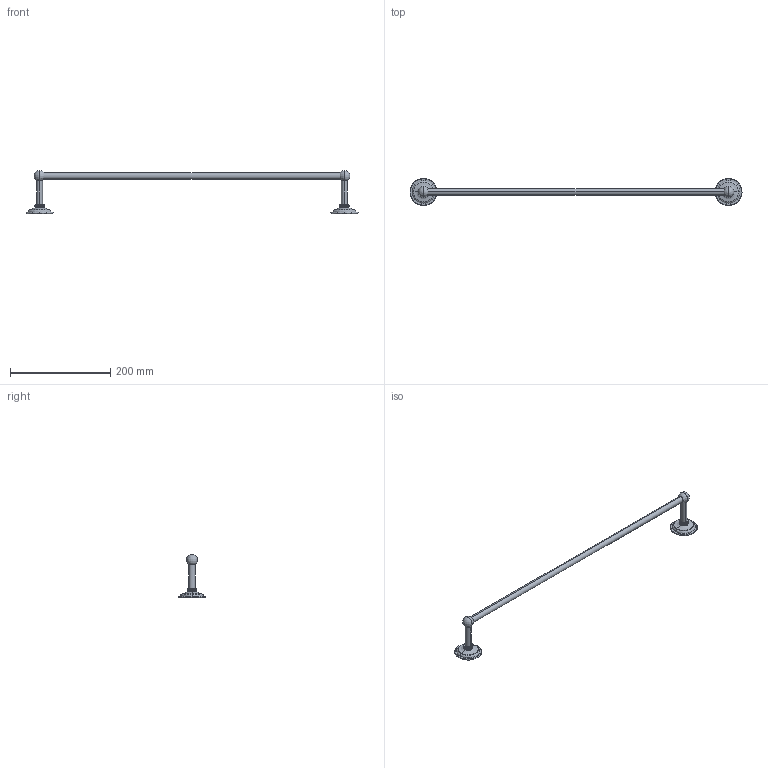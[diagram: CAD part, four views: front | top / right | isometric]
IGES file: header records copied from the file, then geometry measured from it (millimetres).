
Start section:  PTC IGES file: 2603.igs
Global section: file name: 2603.igs; native system: Creo Parametric by PTC Inc.; preprocessor: 2018400; author: jinson.thomas; organization: Unknown; date: 20211217.145834; units: inch
Bounding box: 663.23 x 54 x 86 mm (x, y, z)
Volume: 132440 mm3; surface area: 41542.1 mm2
Topology: 1 solids, 1 shells, 522 faces, 882 edges, 366 vertices
Faces by surface type: bspline 328, revolution 194
